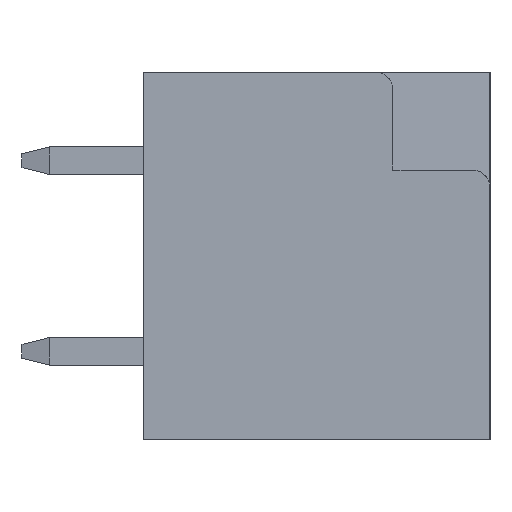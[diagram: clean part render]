
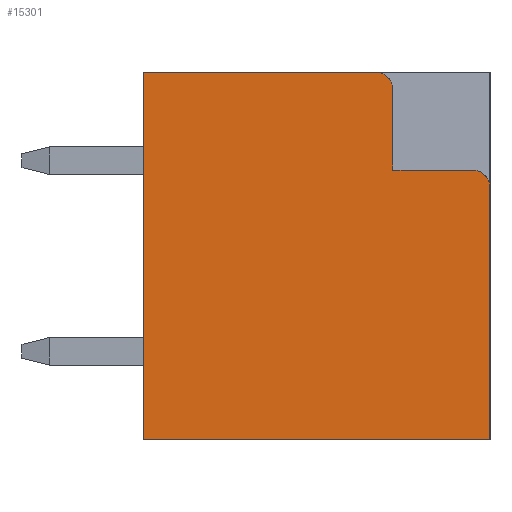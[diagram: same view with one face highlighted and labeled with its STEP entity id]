
A CAD part, left-side view. The second image highlights one B-rep face of the part: STEP entity #15301.
In plain terms, the highlighted planar face has unit normal (-1, 0, 0).
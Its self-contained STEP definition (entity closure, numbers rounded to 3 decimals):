
#780=CIRCLE('',#16536,0.5);
#781=CIRCLE('',#16537,0.5);
#4320=ORIENTED_EDGE('',*,*,#6737,.F.);
#4321=ORIENTED_EDGE('',*,*,#6938,.T.);
#4322=ORIENTED_EDGE('',*,*,#6939,.T.);
#4323=ORIENTED_EDGE('',*,*,#6940,.T.);
#4324=ORIENTED_EDGE('',*,*,#6941,.T.);
#4325=ORIENTED_EDGE('',*,*,#5266,.F.);
#4326=ORIENTED_EDGE('',*,*,#5333,.F.);
#4327=ORIENTED_EDGE('',*,*,#5173,.F.);
#5173=EDGE_CURVE('',#7321,#7322,#8698,.T.);
#5266=EDGE_CURVE('',#7413,#7414,#8788,.T.);
#5333=EDGE_CURVE('',#7322,#7413,#8850,.T.);
#6737=EDGE_CURVE('',#8372,#7321,#9933,.T.);
#6938=EDGE_CURVE('',#8372,#8466,#780,.F.);
#6939=EDGE_CURVE('',#8466,#8467,#10097,.T.);
#6940=EDGE_CURVE('',#8467,#8468,#10098,.T.);
#6941=EDGE_CURVE('',#8468,#7414,#781,.F.);
#7321=VERTEX_POINT('',#21134);
#7322=VERTEX_POINT('',#21136);
#7413=VERTEX_POINT('',#21320);
#7414=VERTEX_POINT('',#21322);
#8372=VERTEX_POINT('',#24367);
#8466=VERTEX_POINT('',#24784);
#8467=VERTEX_POINT('',#24786);
#8468=VERTEX_POINT('',#24788);
#8698=LINE('',#21135,#10418);
#8788=LINE('',#21321,#10508);
#8850=LINE('',#21456,#10570);
#9933=LINE('',#24368,#11653);
#10097=LINE('',#24785,#11817);
#10098=LINE('',#24787,#11818);
#10418=VECTOR('',#16838,1000.);
#10508=VECTOR('',#16936,1000.);
#10570=VECTOR('',#17036,1000.);
#11653=VECTOR('',#19839,1000.);
#11817=VECTOR('',#20305,1000.);
#11818=VECTOR('',#20306,1000.);
#12901=EDGE_LOOP('',(#4320,#4321,#4322,#4323,#4324,#4325,#4326,#4327));
#13878=FACE_BOUND('',#12901,.T.);
#14491=PLANE('',#16535);
#15301=ADVANCED_FACE('',(#13878),#14491,.F.);
#16535=AXIS2_PLACEMENT_3D('',#24782,#20301,#20302);
#16536=AXIS2_PLACEMENT_3D('',#24783,#20303,#20304);
#16537=AXIS2_PLACEMENT_3D('',#24789,#20307,#20308);
#16838=DIRECTION('',(0.,1.,0.));
#16936=DIRECTION('',(0.,-1.,0.));
#17036=DIRECTION('',(0.,0.,1.));
#19839=DIRECTION('',(0.,0.,-1.));
#20301=DIRECTION('',(1.,0.,0.));
#20302=DIRECTION('',(0.,0.,-1.));
#20303=DIRECTION('',(1.,0.,0.));
#20304=DIRECTION('',(0.,0.,-1.));
#20305=DIRECTION('',(0.,1.,0.));
#20306=DIRECTION('',(0.,0.,1.));
#20307=DIRECTION('',(1.,0.,0.));
#20308=DIRECTION('',(0.,0.,-1.));
#21134=CARTESIAN_POINT('',(-19.25,-5.,-5.3));
#21135=CARTESIAN_POINT('',(-19.25,-5.,-5.3));
#21136=CARTESIAN_POINT('',(-19.25,5.,-5.3));
#21320=CARTESIAN_POINT('',(-19.25,5.,5.3));
#21321=CARTESIAN_POINT('',(-19.25,5.,5.3));
#21322=CARTESIAN_POINT('',(-19.25,-1.7,5.3));
#21456=CARTESIAN_POINT('',(-19.25,5.,-5.3));
#24367=CARTESIAN_POINT('',(-19.25,-5.,1.98));
#24368=CARTESIAN_POINT('',(-19.25,-5.,5.3));
#24782=CARTESIAN_POINT('',(-19.25,0.,0.));
#24783=CARTESIAN_POINT('',(-19.25,-4.5,1.98));
#24784=CARTESIAN_POINT('',(-19.25,-4.5,2.48));
#24785=CARTESIAN_POINT('',(-19.25,-5.,2.48));
#24786=CARTESIAN_POINT('',(-19.25,-2.2,2.48));
#24787=CARTESIAN_POINT('',(-19.25,-2.2,2.48));
#24788=CARTESIAN_POINT('',(-19.25,-2.2,4.8));
#24789=CARTESIAN_POINT('',(-19.25,-1.7,4.8));
